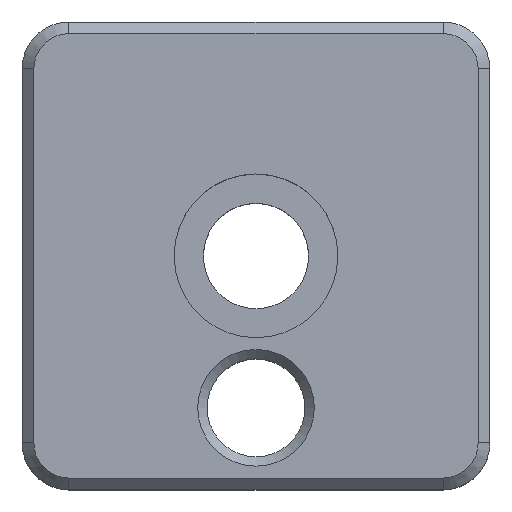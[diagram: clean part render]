
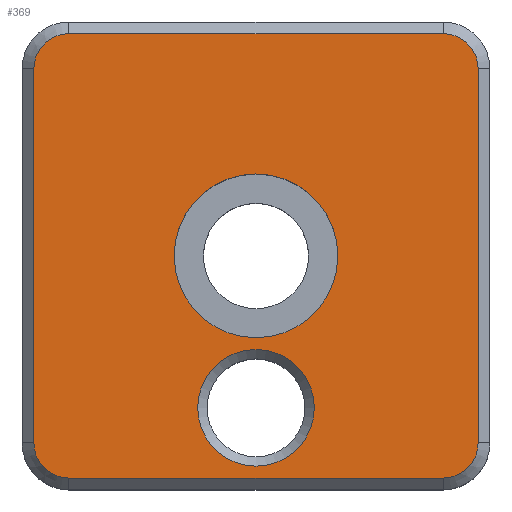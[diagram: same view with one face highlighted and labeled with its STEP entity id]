
A CAD part, top view. The second image highlights one B-rep face of the part: STEP entity #369.
In plain terms, the highlighted planar face has unit normal (0, 0, 1).
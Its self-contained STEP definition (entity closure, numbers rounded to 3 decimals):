
#13=FACE_BOUND($,#92,.T.);
#14=FACE_BOUND($,#93,.T.);
#15=FACE_BOUND($,#94,.T.);
#32=CIRCLE($,#387,3.);
#34=CIRCLE($,#391,3.);
#36=CIRCLE($,#395,3.);
#38=CIRCLE($,#399,3.);
#41=CIRCLE($,#407,4.988);
#42=CIRCLE($,#408,7.);
#92=EDGE_LOOP($,(#298));
#93=EDGE_LOOP($,(#299));
#94=EDGE_LOOP($,(#300,#301,#302,#303,#304,#305,#306,#307));
#115=LINE($,#552,#143);
#120=LINE($,#566,#148);
#124=LINE($,#578,#152);
#128=LINE($,#590,#156);
#143=VECTOR($,#433,32.);
#148=VECTOR($,#446,32.);
#152=VECTOR($,#458,32.);
#156=VECTOR($,#470,32.);
#171=VERTEX_POINT($,#549);
#172=VERTEX_POINT($,#551);
#175=VERTEX_POINT($,#559);
#177=VERTEX_POINT($,#564);
#179=VERTEX_POINT($,#571);
#181=VERTEX_POINT($,#576);
#183=VERTEX_POINT($,#583);
#185=VERTEX_POINT($,#588);
#191=VERTEX_POINT($,#614);
#192=VERTEX_POINT($,#616);
#203=EDGE_CURVE($,#171,#172,#115,.T.);
#208=EDGE_CURVE($,#175,#171,#32,.T.);
#210=EDGE_CURVE($,#177,#175,#120,.T.);
#214=EDGE_CURVE($,#179,#177,#34,.T.);
#216=EDGE_CURVE($,#181,#179,#124,.T.);
#220=EDGE_CURVE($,#183,#181,#36,.T.);
#222=EDGE_CURVE($,#185,#183,#128,.T.);
#225=EDGE_CURVE($,#172,#185,#38,.T.);
#235=EDGE_CURVE($,#191,#191,#41,.T.);
#236=EDGE_CURVE($,#192,#192,#42,.T.);
#298=ORIENTED_EDGE($,*,*,#235,.F.);
#299=ORIENTED_EDGE($,*,*,#236,.T.);
#300=ORIENTED_EDGE($,*,*,#203,.F.);
#301=ORIENTED_EDGE($,*,*,#208,.F.);
#302=ORIENTED_EDGE($,*,*,#210,.F.);
#303=ORIENTED_EDGE($,*,*,#214,.F.);
#304=ORIENTED_EDGE($,*,*,#216,.F.);
#305=ORIENTED_EDGE($,*,*,#220,.F.);
#306=ORIENTED_EDGE($,*,*,#222,.F.);
#307=ORIENTED_EDGE($,*,*,#225,.F.);
#352=PLANE($,#406);
#369=ADVANCED_FACE($,(#13,#14,#15),#352,.T.);
#387=AXIS2_PLACEMENT_3D($,#561,#441,#442);
#391=AXIS2_PLACEMENT_3D($,#573,#453,#454);
#395=AXIS2_PLACEMENT_3D($,#585,#465,#466);
#399=AXIS2_PLACEMENT_3D($,#594,#476,#477);
#406=AXIS2_PLACEMENT_3D($,#613,#497,#498);
#407=AXIS2_PLACEMENT_3D($,#615,#499,#500);
#408=AXIS2_PLACEMENT_3D($,#617,#501,#502);
#433=DIRECTION($,(0.,1.,0.));
#441=DIRECTION('center_axis',(0.,0.,-1.));
#442=DIRECTION('ref_axis',(-0.707,-0.707,0.));
#446=DIRECTION($,(-1.,0.,0.));
#453=DIRECTION('center_axis',(0.,0.,-1.));
#454=DIRECTION('ref_axis',(0.707,-0.707,0.));
#458=DIRECTION($,(0.,-1.,0.));
#465=DIRECTION('center_axis',(0.,0.,-1.));
#466=DIRECTION('ref_axis',(0.707,0.707,0.));
#470=DIRECTION($,(1.,0.,0.));
#476=DIRECTION('center_axis',(0.,0.,-1.));
#477=DIRECTION('ref_axis',(-0.707,0.707,0.));
#497=DIRECTION('center_axis',(0.,0.,1.));
#498=DIRECTION('ref_axis',(1.,0.,0.));
#499=DIRECTION('center_axis',(0.,0.,1.));
#500=DIRECTION('ref_axis',(-1.,0.,0.));
#501=DIRECTION('center_axis',(0.,0.,-1.));
#502=DIRECTION('ref_axis',(1.,0.,0.));
#549=CARTESIAN_POINT('',(-19.,-16.,15.));
#551=CARTESIAN_POINT('',(-19.,16.,15.));
#552=CARTESIAN_POINT($,(-19.,10.,15.));
#559=CARTESIAN_POINT('',(-16.,-19.,15.));
#561=CARTESIAN_POINT('Origin',(-16.,-16.,15.));
#564=CARTESIAN_POINT('',(16.,-19.,15.));
#566=CARTESIAN_POINT($,(-10.,-19.,15.));
#571=CARTESIAN_POINT('',(19.,-16.,15.));
#573=CARTESIAN_POINT('Origin',(16.,-16.,15.));
#576=CARTESIAN_POINT('',(19.,16.,15.));
#578=CARTESIAN_POINT($,(19.,-10.,15.));
#583=CARTESIAN_POINT('',(16.,19.,15.));
#585=CARTESIAN_POINT('Origin',(16.,16.,15.));
#588=CARTESIAN_POINT('',(-16.,19.,15.));
#590=CARTESIAN_POINT($,(10.,19.,15.));
#594=CARTESIAN_POINT('Origin',(-16.,16.,15.));
#613=CARTESIAN_POINT('Origin',(0.,0.,15.));
#614=CARTESIAN_POINT('',(4.988,-13.,15.));
#615=CARTESIAN_POINT('Origin',(0.,-13.,15.));
#616=CARTESIAN_POINT('',(7.,0.,15.));
#617=CARTESIAN_POINT('Origin',(0.,0.,15.));
